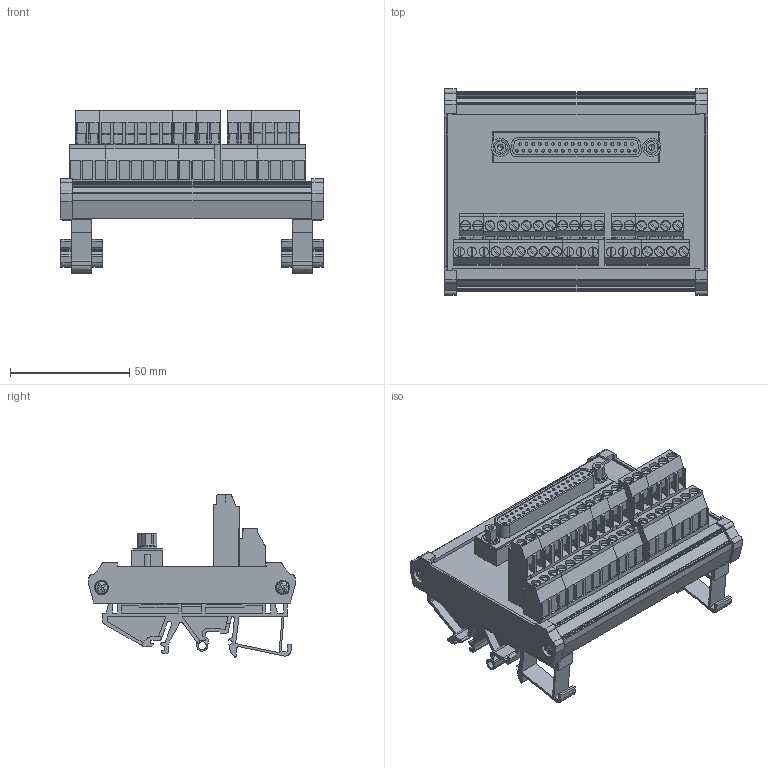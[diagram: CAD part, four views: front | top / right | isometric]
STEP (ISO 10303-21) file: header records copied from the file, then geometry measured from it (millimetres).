
FILE_DESCRIPTION(('CATIA V5R22 STEP214','CAx-IF Rec.Pracs.--- Model Styling and Organization---1.4--- 2014-01-23'),'2;1');
FILE_NAME ('031843-1_0_8003891001_8003891001_RS SD37B UNC 4.40 LP2N.stp','2021-03-17T08:29:32+00:00',('none'),('Weidmueller'),'CATIA Version 5-6 Release 2016 SP3 HF44','CATIA V5 STEP AP214','none');
FILE_SCHEMA(('AUTOMOTIVE_DESIGN { 1 0 10303 214 1 1 1 1 }'));
Products named in the file (1): 8003891001_RS SD37B UNC 4.40 LP2N
Bounding box: 110.5 x 86.4 x 68.17 mm (x, y, z)
Volume: 111436.8 mm3; surface area: 101908 mm2
Topology: 49 solids, 86 shells, 2438 faces, 6322 edges, 4240 vertices
Faces by surface type: plane 1677, cylinder 723, torus 18, sphere 16, cone 4
Entity records: 81256 total; most frequent: CARTESIAN_POINT 20693, ORIENTED_EDGE 12636, DIRECTION 10441, EDGE_CURVE 6318, VECTOR 4514, LINE 4514, VERTEX_POINT 4240, AXIS2_PLACEMENT_3D 3490
